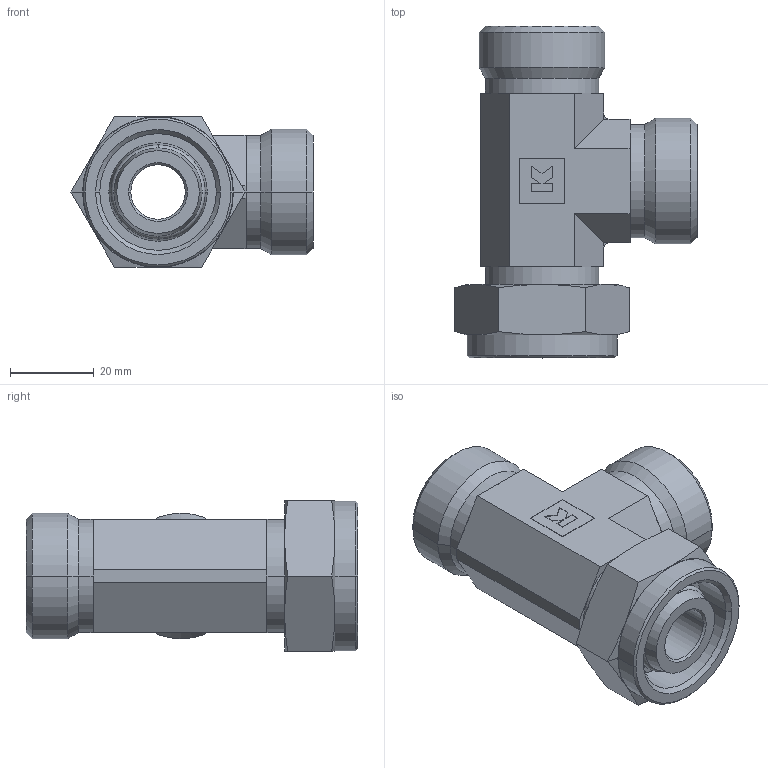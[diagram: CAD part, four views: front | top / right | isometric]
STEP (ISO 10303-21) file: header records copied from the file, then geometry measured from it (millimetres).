
FILE_DESCRIPTION( ( '' ), '1' );
FILE_NAME( '376882030.stp', '2012-08-13T09:56:33', ( '' ), ( '' ), ' ', ' ', ' ' );
FILE_SCHEMA( ( 'CONFIG_CONTROL_DESIGN' ) );
Length unit declared in the file: millimetre
Products named in the file (1): 1
Bounding box: 57.78 x 79.2 x 36 mm (x, y, z)
Volume: 48727.2 mm3; surface area: 19082.5 mm2
Topology: 1 solids, 2 shells, 169 faces, 393 edges, 238 vertices
Faces by surface type: plane 91, cone 44, cylinder 26, torus 8
Entity records: 4779 total; most frequent: CARTESIAN_POINT 849, DIRECTION 847, ORIENTED_EDGE 786, EDGE_CURVE 393, AXIS2_PLACEMENT_3D 308, VERTEX_POINT 238, LINE 231, VECTOR 231
